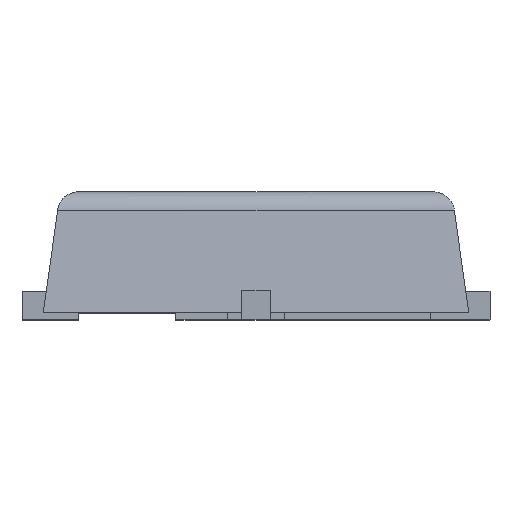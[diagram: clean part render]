
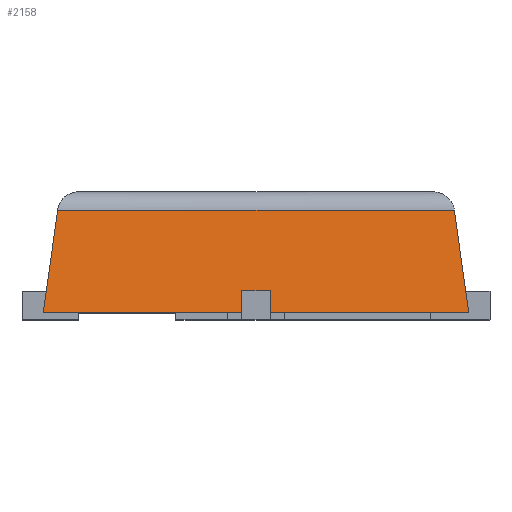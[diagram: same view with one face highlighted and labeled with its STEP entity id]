
A CAD part, top view. The second image highlights one B-rep face of the part: STEP entity #2158.
In plain terms, the highlighted planar face has unit normal (0, 0.139, 0.99).
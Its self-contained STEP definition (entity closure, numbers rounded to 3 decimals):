
#63 = CARTESIAN_POINT ( 'NONE',  ( -0.1, 0.05, 1.575 ) ) ;
#136 = VECTOR ( 'NONE', #218, 1000. ) ;
#142 = VERTEX_POINT ( 'NONE', #1611 ) ;
#218 = DIRECTION ( 'NONE',  ( 0., 0.99, -0.139 ) ) ;
#256 = VECTOR ( 'NONE', #1598, 1000. ) ;
#347 = DIRECTION ( 'NONE',  ( 0.138, -0.981, 0.138 ) ) ;
#566 = ORIENTED_EDGE ( 'NONE', *, *, #3814, .F. ) ;
#623 = VERTEX_POINT ( 'NONE', #2577 ) ;
#641 = LINE ( 'NONE', #1217, #3279 ) ;
#642 = ORIENTED_EDGE ( 'NONE', *, *, #1620, .T. ) ;
#677 = ORIENTED_EDGE ( 'NONE', *, *, #4519, .T. ) ;
#695 = DIRECTION ( 'NONE',  ( 0., -0.99, 0.139 ) ) ;
#730 = DIRECTION ( 'NONE',  ( 0., 0.139, 0.99 ) ) ;
#776 = VERTEX_POINT ( 'NONE', #63 ) ;
#796 = CARTESIAN_POINT ( 'NONE',  ( 0.1, 0.05, 1.575 ) ) ;
#924 = LINE ( 'NONE', #4321, #136 ) ;
#1031 = CARTESIAN_POINT ( 'NONE',  ( 1.5, 0.05, 1.575 ) ) ;
#1117 = DIRECTION ( 'NONE',  ( -1., 0., 0. ) ) ;
#1127 = EDGE_LOOP ( 'NONE', ( #4186, #4411, #566, #2848, #3877, #1695, #677, #642 ) ) ;
#1217 = CARTESIAN_POINT ( 'NONE',  ( -1.381, 0.771, 1.474 ) ) ;
#1276 = DIRECTION ( 'NONE',  ( -1., 0., 0. ) ) ;
#1296 = VECTOR ( 'NONE', #1117, 1000. ) ;
#1389 = EDGE_CURVE ( 'NONE', #776, #623, #924, .T. ) ;
#1431 = CARTESIAN_POINT ( 'NONE',  ( 1.5, 0.05, 1.575 ) ) ;
#1469 = CARTESIAN_POINT ( 'NONE',  ( -1.443, 0.456, 1.518 ) ) ;
#1598 = DIRECTION ( 'NONE',  ( 1., 0., 0. ) ) ;
#1611 = CARTESIAN_POINT ( 'NONE',  ( 1.399, 0.771, 1.474 ) ) ;
#1620 = EDGE_CURVE ( 'NONE', #1763, #4585, #4776, .T. ) ;
#1695 = ORIENTED_EDGE ( 'NONE', *, *, #4276, .F. ) ;
#1734 = EDGE_CURVE ( 'NONE', #4585, #776, #2335, .T. ) ;
#1763 = VERTEX_POINT ( 'NONE', #2345 ) ;
#1768 = LINE ( 'NONE', #2627, #1296 ) ;
#1983 = LINE ( 'NONE', #1431, #2816 ) ;
#2051 = AXIS2_PLACEMENT_3D ( 'NONE', #2611, #730, #695 ) ;
#2158 = ADVANCED_FACE ( 'NONE', ( #3185 ), #2217, .T. ) ;
#2217 = PLANE ( 'NONE',  #2051 ) ;
#2260 = VERTEX_POINT ( 'NONE', #3791 ) ;
#2335 = LINE ( 'NONE', #4581, #256 ) ;
#2345 = CARTESIAN_POINT ( 'NONE',  ( -1.399, 0.771, 1.474 ) ) ;
#2577 = CARTESIAN_POINT ( 'NONE',  ( -0.1, 0.2, 1.554 ) ) ;
#2611 = CARTESIAN_POINT ( 'NONE',  ( 1.5, 0.05, 1.575 ) ) ;
#2627 = CARTESIAN_POINT ( 'NONE',  ( 1.5, 0.2, 1.554 ) ) ;
#2686 = CARTESIAN_POINT ( 'NONE',  ( 0.1, 0.05, 1.575 ) ) ;
#2816 = VECTOR ( 'NONE', #347, 1000. ) ;
#2848 = ORIENTED_EDGE ( 'NONE', *, *, #3723, .T. ) ;
#2908 = CARTESIAN_POINT ( 'NONE',  ( 0.1, 0.2, 1.554 ) ) ;
#2993 = VECTOR ( 'NONE', #4501, 1000. ) ;
#3158 = VECTOR ( 'NONE', #4346, 1000. ) ;
#3185 = FACE_OUTER_BOUND ( 'NONE', #1127, .T. ) ;
#3279 = VECTOR ( 'NONE', #1276, 1000. ) ;
#3504 = VECTOR ( 'NONE', #4147, 1000. ) ;
#3522 = CARTESIAN_POINT ( 'NONE',  ( -1.5, 0.05, 1.575 ) ) ;
#3584 = LINE ( 'NONE', #796, #2993 ) ;
#3723 = EDGE_CURVE ( 'NONE', #4825, #3781, #3584, .T. ) ;
#3781 = VERTEX_POINT ( 'NONE', #2686 ) ;
#3791 = CARTESIAN_POINT ( 'NONE',  ( 1.5, 0.05, 1.575 ) ) ;
#3814 = EDGE_CURVE ( 'NONE', #4825, #623, #1768, .T. ) ;
#3877 = ORIENTED_EDGE ( 'NONE', *, *, #4219, .T. ) ;
#3883 = LINE ( 'NONE', #1031, #3158 ) ;
#4147 = DIRECTION ( 'NONE',  ( -0.138, -0.981, 0.138 ) ) ;
#4186 = ORIENTED_EDGE ( 'NONE', *, *, #1734, .T. ) ;
#4219 = EDGE_CURVE ( 'NONE', #3781, #2260, #3883, .T. ) ;
#4276 = EDGE_CURVE ( 'NONE', #142, #2260, #1983, .T. ) ;
#4321 = CARTESIAN_POINT ( 'NONE',  ( -0.1, 0.05, 1.575 ) ) ;
#4346 = DIRECTION ( 'NONE',  ( 1., 0., 0. ) ) ;
#4411 = ORIENTED_EDGE ( 'NONE', *, *, #1389, .T. ) ;
#4501 = DIRECTION ( 'NONE',  ( 0., -0.99, 0.139 ) ) ;
#4519 = EDGE_CURVE ( 'NONE', #142, #1763, #641, .T. ) ;
#4581 = CARTESIAN_POINT ( 'NONE',  ( 1.5, 0.05, 1.575 ) ) ;
#4585 = VERTEX_POINT ( 'NONE', #3522 ) ;
#4776 = LINE ( 'NONE', #1469, #3504 ) ;
#4825 = VERTEX_POINT ( 'NONE', #2908 ) ;
